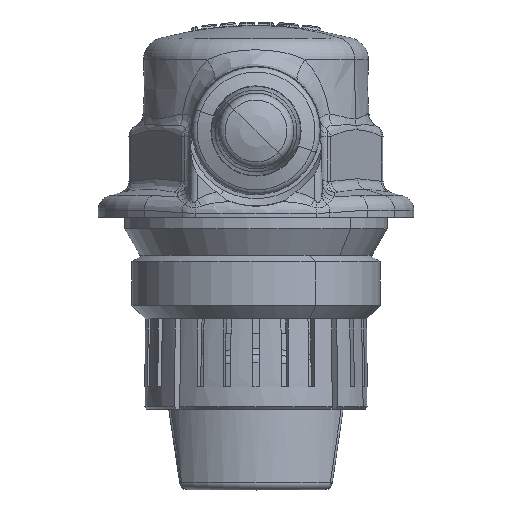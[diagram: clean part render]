
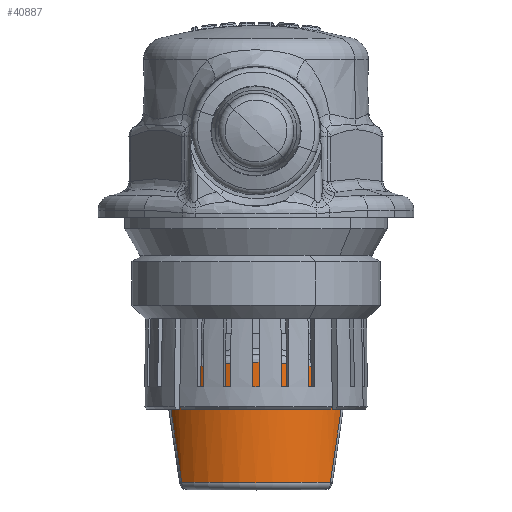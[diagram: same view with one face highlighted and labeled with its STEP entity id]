
A CAD part, front view. The second image highlights one B-rep face of the part: STEP entity #40887.
In plain terms, the highlighted cylindrical face has radius 13.5 mm (diameter 27 mm), a partial arc.
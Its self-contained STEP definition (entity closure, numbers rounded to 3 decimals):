
#39815=CARTESIAN_POINT('Vertex',(-9.889,-8.708,-34.545)) ;
#39822=CARTESIAN_POINT('Vertex',(9.889,-8.708,-34.545)) ;
#39825=CARTESIAN_POINT('Axis2P3D Location',(0.,0.482,-34.495)) ;
#39930=CARTESIAN_POINT('Vertex',(11.995,-5.79,-20.341)) ;
#39934=CARTESIAN_POINT('Control Point',(9.889,-8.708,-34.545)) ;
#39935=CARTESIAN_POINT('Control Point',(10.253,-8.327,-32.636)) ;
#39936=CARTESIAN_POINT('Control Point',(10.584,-7.942,-30.723)) ;
#39937=CARTESIAN_POINT('Control Point',(10.888,-7.553,-28.806)) ;
#39938=CARTESIAN_POINT('Control Point',(11.303,-6.97,-25.961)) ;
#39939=CARTESIAN_POINT('Control Point',(11.668,-6.376,-23.111)) ;
#39940=CARTESIAN_POINT('Control Point',(11.782,-6.182,-22.188)) ;
#39941=CARTESIAN_POINT('Control Point',(11.891,-5.987,-21.264)) ;
#39942=CARTESIAN_POINT('Control Point',(11.995,-5.79,-20.341)) ;
#40227=CARTESIAN_POINT('Vertex',(11.973,-5.833,-20.331)) ;
#40231=CARTESIAN_POINT('Control Point',(11.995,-5.79,-20.341)) ;
#40232=CARTESIAN_POINT('Control Point',(11.99,-5.798,-20.339)) ;
#40233=CARTESIAN_POINT('Control Point',(11.986,-5.807,-20.337)) ;
#40234=CARTESIAN_POINT('Control Point',(11.982,-5.815,-20.335)) ;
#40235=CARTESIAN_POINT('Control Point',(11.977,-5.824,-20.333)) ;
#40236=CARTESIAN_POINT('Control Point',(11.973,-5.833,-20.331)) ;
#40822=CARTESIAN_POINT('Vertex',(-4.979,-12.152,-18.799)) ;
#40826=CARTESIAN_POINT('Control Point',(11.973,-5.833,-20.331)) ;
#40827=CARTESIAN_POINT('Control Point',(11.941,-5.893,-20.316)) ;
#40828=CARTESIAN_POINT('Control Point',(11.91,-5.953,-20.301)) ;
#40829=CARTESIAN_POINT('Control Point',(11.877,-6.013,-20.287)) ;
#40830=CARTESIAN_POINT('Control Point',(11.593,-6.535,-20.16)) ;
#40831=CARTESIAN_POINT('Control Point',(11.281,-7.041,-20.038)) ;
#40832=CARTESIAN_POINT('Control Point',(10.982,-7.475,-19.932)) ;
#40833=CARTESIAN_POINT('Control Point',(9.647,-9.229,-19.508)) ;
#40834=CARTESIAN_POINT('Control Point',(7.964,-10.698,-19.152)) ;
#40835=CARTESIAN_POINT('Control Point',(6.515,-11.609,-18.931)) ;
#40836=CARTESIAN_POINT('Control Point',(3.374,-12.949,-18.606)) ;
#40837=CARTESIAN_POINT('Control Point',(-0.035,-13.265,-18.529)) ;
#40838=CARTESIAN_POINT('Control Point',(-1.749,-13.153,-18.557)) ;
#40839=CARTESIAN_POINT('Control Point',(-3.414,-12.774,-18.649)) ;
#40840=CARTESIAN_POINT('Control Point',(-4.979,-12.152,-18.799)) ;
#40849=CARTESIAN_POINT('Axis2P3D Location',(0.,0.428,-24.495)) ;
#40855=CARTESIAN_POINT('Control Point',(-4.979,-12.152,-18.799)) ;
#40856=CARTESIAN_POINT('Control Point',(-7.19,-11.274,-19.012)) ;
#40857=CARTESIAN_POINT('Control Point',(-9.186,-9.877,-19.35)) ;
#40858=CARTESIAN_POINT('Control Point',(-10.781,-8.056,-19.792)) ;
#40859=CARTESIAN_POINT('Control Point',(-11.893,-5.983,-20.294)) ;
#40860=CARTESIAN_POINT('Vertex',(-11.893,-5.983,-20.294)) ;
#40864=CARTESIAN_POINT('Control Point',(-11.893,-5.983,-20.294)) ;
#40865=CARTESIAN_POINT('Control Point',(-11.927,-5.92,-20.309)) ;
#40866=CARTESIAN_POINT('Control Point',(-11.961,-5.855,-20.325)) ;
#40867=CARTESIAN_POINT('Control Point',(-11.995,-5.79,-20.341)) ;
#40868=CARTESIAN_POINT('Vertex',(-11.995,-5.79,-20.341)) ;
#40872=CARTESIAN_POINT('Control Point',(-9.889,-8.708,-34.545)) ;
#40873=CARTESIAN_POINT('Control Point',(-10.562,-8.003,-31.016)) ;
#40874=CARTESIAN_POINT('Control Point',(-11.116,-7.286,-27.474)) ;
#40875=CARTESIAN_POINT('Control Point',(-11.592,-6.55,-23.907)) ;
#40876=CARTESIAN_POINT('Control Point',(-11.995,-5.79,-20.341)) ;
#39826=DIRECTION('Axis2P3D Direction',(0.,0.005,-1.)) ;
#40850=DIRECTION('Axis2P3D Direction',(0.,0.005,-1.)) ;
#40851=DIRECTION('Axis2P3D XDirection',(1.,0.,0.)) ;
#39827=AXIS2_PLACEMENT_3D('Circle Axis2P3D',#39825,#39826,$) ;
#40852=AXIS2_PLACEMENT_3D('Cylinder Axis2P3D',#40849,#40850,#40851) ;
#40879=ORIENTED_EDGE('',*,*,#39943,.F.) ;
#40880=ORIENTED_EDGE('',*,*,#40237,.F.) ;
#40881=ORIENTED_EDGE('',*,*,#40841,.F.) ;
#40882=ORIENTED_EDGE('',*,*,#40862,.F.) ;
#40883=ORIENTED_EDGE('',*,*,#40870,.F.) ;
#40884=ORIENTED_EDGE('',*,*,#40877,.T.) ;
#40885=ORIENTED_EDGE('',*,*,#39829,.T.) ;
#40887=ADVANCED_FACE('PartBody',(#40886),#40853,.T.) ;
#39933=B_SPLINE_CURVE_WITH_KNOTS('',5,(#39934,#39935,#39936,#39937,#39938,#39939,#39940,#39941,#39942),.UNSPECIFIED.,.F.,.U.,(6,3,6),(6.893,20.914,27.626),.UNSPECIFIED.) ;
#40230=B_SPLINE_CURVE_WITH_KNOTS('',5,(#40231,#40232,#40233,#40234,#40235,#40236),.UNSPECIFIED.,.F.,.U.,(6,6),(10.513,10.586),.UNSPECIFIED.) ;
#40825=B_SPLINE_CURVE_WITH_KNOTS('',5,(#40826,#40827,#40828,#40829,#40830,#40831,#40832,#40833,#40834,#40835,#40836,#40837,#40838,#40839,#40840),.UNSPECIFIED.,.F.,.U.,(6,3,3,3,6),(9.783,10.249,13.854,25.312,36.757),.UNSPECIFIED.) ;
#40854=B_SPLINE_CURVE_WITH_KNOTS('',4,(#40855,#40856,#40857,#40858,#40859),.UNSPECIFIED.,.F.,.U.,(5,5),(14.116,27.053),.UNSPECIFIED.) ;
#40863=B_SPLINE_CURVE_WITH_KNOTS('',3,(#40864,#40865,#40866,#40867),.UNSPECIFIED.,.F.,.U.,(4,4),(4.596,4.919),.UNSPECIFIED.) ;
#40871=B_SPLINE_CURVE_WITH_KNOTS('',4,(#40872,#40873,#40874,#40875,#40876),.UNSPECIFIED.,.F.,.U.,(5,5),(6.893,27.626),.UNSPECIFIED.) ;
#39828=CIRCLE('generated circle',#39827,13.5) ;
#40853=CYLINDRICAL_SURFACE('generated cylinder',#40852,13.5) ;
#39829=EDGE_CURVE('',#39816,#39823,#39828,.F.) ;
#39943=EDGE_CURVE('',#39931,#39823,#39933,.F.) ;
#40237=EDGE_CURVE('',#40228,#39931,#40230,.F.) ;
#40841=EDGE_CURVE('',#40823,#40228,#40825,.F.) ;
#40862=EDGE_CURVE('',#40861,#40823,#40854,.F.) ;
#40870=EDGE_CURVE('',#40869,#40861,#40863,.F.) ;
#40877=EDGE_CURVE('',#40869,#39816,#40871,.F.) ;
#40878=EDGE_LOOP('',(#40879,#40880,#40881,#40882,#40883,#40884,#40885)) ;
#40886=FACE_OUTER_BOUND('',#40878,.T.) ;
#39816=VERTEX_POINT('',#39815) ;
#39823=VERTEX_POINT('',#39822) ;
#39931=VERTEX_POINT('',#39930) ;
#40228=VERTEX_POINT('',#40227) ;
#40823=VERTEX_POINT('',#40822) ;
#40861=VERTEX_POINT('',#40860) ;
#40869=VERTEX_POINT('',#40868) ;
